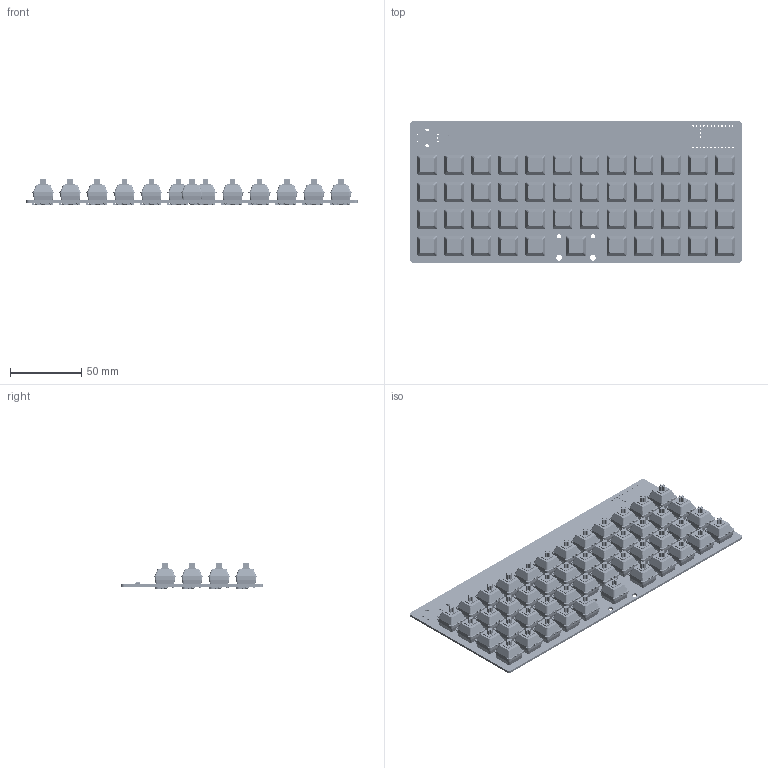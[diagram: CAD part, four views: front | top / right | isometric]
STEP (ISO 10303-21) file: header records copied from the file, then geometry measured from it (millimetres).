
FILE_DESCRIPTION(('KiCad electronic assembly'),'2;1');
FILE_NAME('sting.step','2022-08-29T09:59:32',('Pcbnew'),('Kicad'), 'Open CASCADE STEP processor 7.5','KiCad to STEP converter','Unknown' );
FILE_SCHEMA(('AUTOMOTIVE_DESIGN { 1 0 10303 214 1 1 1 1 }'));
Length unit declared in the file: millimetre
Products named in the file (8): sting 1; Kailh-CherryMX-Socket; COMPOUND; CherryMX Switch; SOLID; D_SOD-123; sting PCB
Assembly tree (145 placements, depth 3):
  sting 1
    Kailh-CherryMX-Socket  x46
      COMPOUND
    CherryMX Switch  x47
      SOLID
    D_SOD-123  x48
      SOLID
    sting PCB
Bounding box: 233.35 x 100.01 x 18.8 mm (x, y, z)
Volume: 131906.9 mm3; surface area: 112894.9 mm2
Topology: 234 solids, 234 shells, 15478 faces, 40638 edges, 25729 vertices
Faces by surface type: bspline 15189, cylinder 279, plane 10
Full cylindrical faces by diameter (mm): 1 x5, 1.092 x27, 1.75 x2, 1.9 x92, 3 x94, 3.048 x2, 3.988 x3, 4.1 x46
Entity records: 44224 total; most frequent: CARTESIAN_POINT 12148, DIRECTION 4011, ORIENTED_EDGE 3410, PCURVE 3410, DEFINITIONAL_REPRESENTATION 3410, B_SPLINE_CURVE_WITH_KNOTS 2263, EDGE_CURVE 1705, LINE 1467
